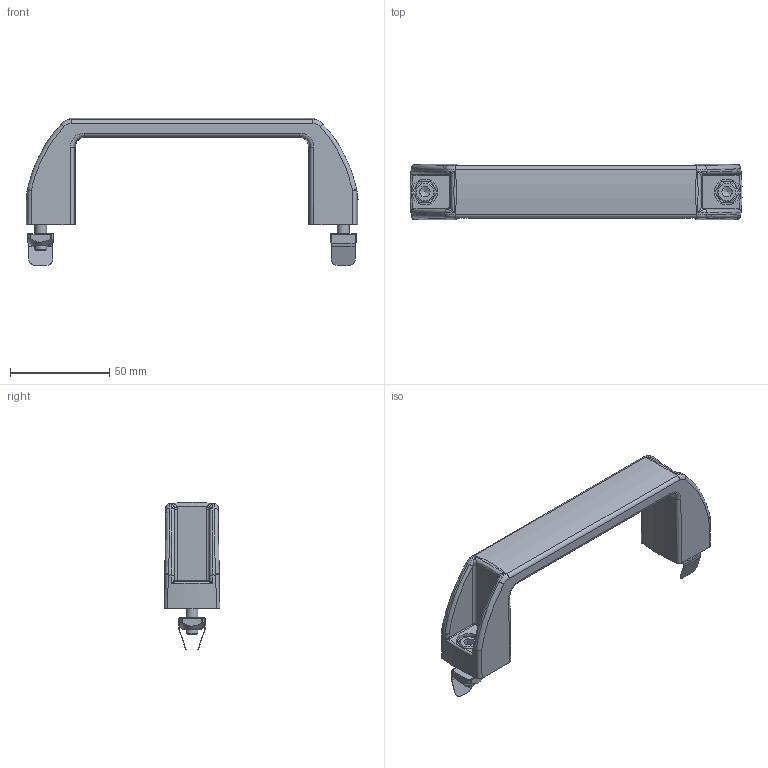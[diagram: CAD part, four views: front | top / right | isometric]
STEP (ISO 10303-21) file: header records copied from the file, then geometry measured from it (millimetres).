
FILE_DESCRIPTION(('STEP AP203'),'1');
FILE_NAME('SAFE08N1101.stp','2023-10-24T07:03:33',(' '),(' '),'Spatial InterOp 3D',' ',' ');
FILE_SCHEMA(('CONFIG_CONTROL_DESIGN'));
Length unit declared in the file: millimetre
Products named in the file (8): Kit de fixation; Vis CHC - M6x20; Ecrou carré languette 8 45 M6; Kit poignée PA 160 - P845; Poignée PA 160
Assembly tree (9 placements, depth 4):
  Kit poignée PA 160 - P845
    Kit de fixation
      Vis CHC - M6x20
      Ecrou carré languette 8 45 M6
        Ecrou carré languette 8 45 M6
        Ecrou carré languette 8 45 M6
    Kit de fixation
      Vis CHC - M6x20
      Ecrou carré languette 8 45 M6
        Ecrou carré languette 8 45 M6
        Ecrou carré languette 8 45 M6
    Poignée PA 160
Bounding box: 166.88 x 28 x 73.98 mm (x, y, z)
Volume: 65146.8 mm3; surface area: 26332.6 mm2
Topology: 7 solids, 7 shells, 274 faces, 636 edges, 364 vertices
Faces by surface type: cylinder 87, plane 83, bspline 48, torus 30, sphere 20, cone 6
Full cylindrical faces by diameter (mm): 4 x4, 5 x6, 6 x4, 6.2 x2, 10 x2, 13 x2
Entity records: 9002 total; most frequent: CARTESIAN_POINT 3528, ORIENTED_EDGE 882, DIRECTION 818, EDGE_CURVE 441, AXIS2_PLACEMENT_3D 338, VERTEX_POINT 274, EDGE_LOOP 248, FACE_OUTER_BOUND 228
